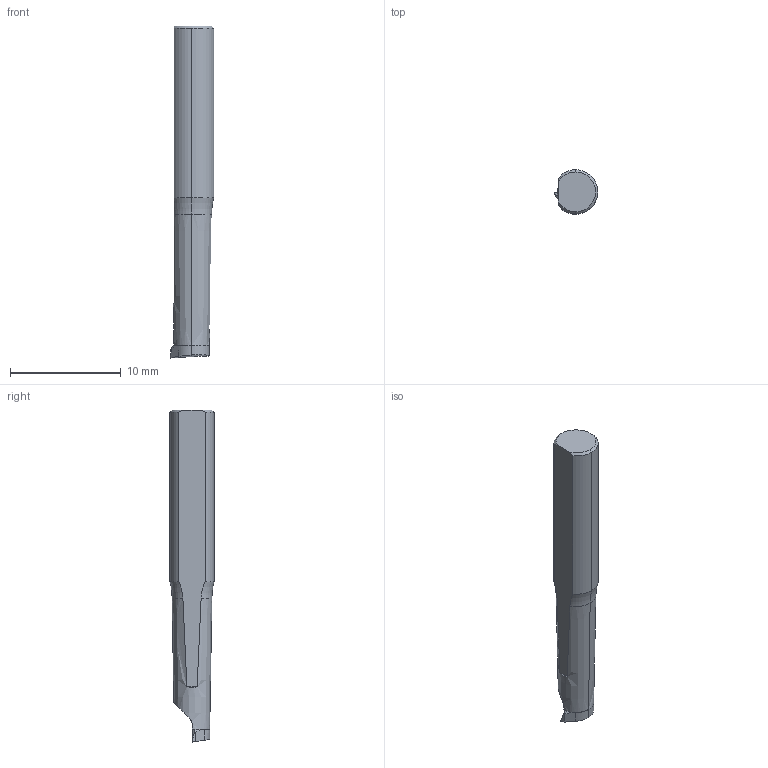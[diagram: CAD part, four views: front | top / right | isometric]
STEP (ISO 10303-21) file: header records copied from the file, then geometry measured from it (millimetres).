
FILE_DESCRIPTION(('no description'),'unknown implementation level');
FILE_NAME('4C6DBE2D-16EA-481E-AAFA-D4E21BFA60E2_export.stp',' ',('CIMSOURCE GmbH'),('CADClick - KiM GmbH - www.kimweb.de'),'unknown preprocess','ACIS','unknown authorization');
FILE_SCHEMA(('automotive_design'));
Length unit declared in the file: millimetre
Products named in the file (1): Verrundung3
Bounding box: 3.95 x 4 x 30 mm (x, y, z)
Volume: 305 mm3; surface area: 358.5 mm2
Topology: 1 solids, 1 shells, 29 faces, 71 edges, 44 vertices
Faces by surface type: plane 11, cone 7, cylinder 7, torus 4
Entity records: 1774 total; most frequent: CARTESIAN_POINT 270, STYLED_ITEM 145, PRESENTATION_STYLE_ASSIGNMENT 145, COLOUR_RGB 145, DIRECTION 144, ORIENTED_EDGE 142, EDGE_CURVE 71, CURVE_STYLE 71
